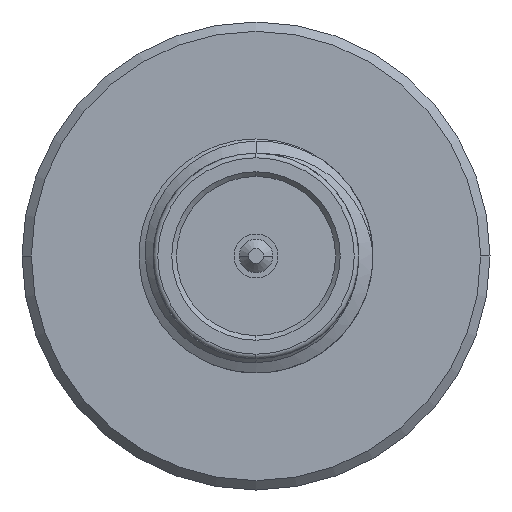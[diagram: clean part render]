
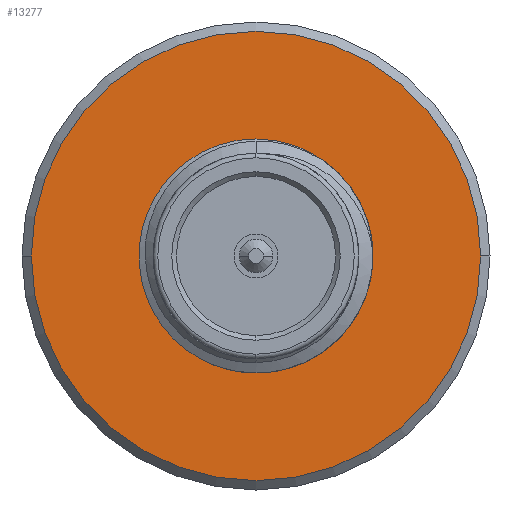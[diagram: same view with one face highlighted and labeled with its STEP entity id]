
A CAD part, left-side view. The second image highlights one B-rep face of the part: STEP entity #13277.
In plain terms, the highlighted planar face has unit normal (-1, 0, 0).
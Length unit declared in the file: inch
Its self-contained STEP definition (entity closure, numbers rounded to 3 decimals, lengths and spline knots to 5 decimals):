
#682 = CARTESIAN_POINT ( 'NONE',  ( 0.235, 0.25, 0. ) ) ;
#1108 = EDGE_LOOP ( 'NONE', ( #16707, #10182 ) ) ;
#1973 = CIRCLE ( 'NONE', #10365, 0.24 ) ;
#2314 = AXIS2_PLACEMENT_3D ( 'NONE', #682, #11848, #3758 ) ;
#3758 = DIRECTION ( 'NONE',  ( 0., -1., 0. ) ) ;
#3914 = EDGE_LOOP ( 'NONE', ( #19083, #14082 ) ) ;
#4589 = EDGE_CURVE ( 'NONE', #13291, #6847, #17461, .T. ) ;
#5539 = AXIS2_PLACEMENT_3D ( 'NONE', #9427, #6005, #9292 ) ;
#5733 = VERTEX_POINT ( 'NONE', #14147 ) ;
#5795 = EDGE_CURVE ( 'NONE', #6869, #5733, #6009, .T. ) ;
#6005 = DIRECTION ( 'NONE',  ( 1., 0., 0. ) ) ;
#6009 = CIRCLE ( 'NONE', #17058, 0.24 ) ;
#6241 = FACE_BOUND ( 'NONE', #3914, .T. ) ;
#6847 = VERTEX_POINT ( 'NONE', #18849 ) ;
#6869 = VERTEX_POINT ( 'NONE', #19417 ) ;
#7260 = CIRCLE ( 'NONE', #5539, 0.10989 ) ;
#8677 = DIRECTION ( 'NONE',  ( 0., -1., 0. ) ) ;
#9292 = DIRECTION ( 'NONE',  ( 0., -1., 0. ) ) ;
#9427 = CARTESIAN_POINT ( 'NONE',  ( 0.235, 0., 0. ) ) ;
#9487 = AXIS2_PLACEMENT_3D ( 'NONE', #16567, #13477, #8677 ) ;
#10182 = ORIENTED_EDGE ( 'NONE', *, *, #5795, .T. ) ;
#10365 = AXIS2_PLACEMENT_3D ( 'NONE', #20289, #17119, #10781 ) ;
#10781 = DIRECTION ( 'NONE',  ( 0., -1., 0. ) ) ;
#11532 = EDGE_CURVE ( 'NONE', #5733, #6869, #1973, .T. ) ;
#11717 = PLANE ( 'NONE',  #2314 ) ;
#11848 = DIRECTION ( 'NONE',  ( -1., 0., 0. ) ) ;
#12527 = EDGE_CURVE ( 'NONE', #6847, #13291, #7260, .T. ) ;
#12895 = DIRECTION ( 'NONE',  ( -1., 0., 0. ) ) ;
#13277 = ADVANCED_FACE ( 'NONE', ( #6241, #14212 ), #11717, .T. ) ;
#13291 = VERTEX_POINT ( 'NONE', #16335 ) ;
#13477 = DIRECTION ( 'NONE',  ( 1., 0., 0. ) ) ;
#14082 = ORIENTED_EDGE ( 'NONE', *, *, #4589, .T. ) ;
#14147 = CARTESIAN_POINT ( 'NONE',  ( 0.235, 0.24, 0. ) ) ;
#14212 = FACE_OUTER_BOUND ( 'NONE', #1108, .T. ) ;
#14418 = CARTESIAN_POINT ( 'NONE',  ( 0.235, 0., 0. ) ) ;
#16077 = DIRECTION ( 'NONE',  ( 0., -1., 0. ) ) ;
#16335 = CARTESIAN_POINT ( 'NONE',  ( 0.235, 0., -0.10989 ) ) ;
#16567 = CARTESIAN_POINT ( 'NONE',  ( 0.235, 0., 0. ) ) ;
#16707 = ORIENTED_EDGE ( 'NONE', *, *, #11532, .T. ) ;
#17058 = AXIS2_PLACEMENT_3D ( 'NONE', #14418, #12895, #16077 ) ;
#17119 = DIRECTION ( 'NONE',  ( -1., 0., 0. ) ) ;
#17461 = CIRCLE ( 'NONE', #9487, 0.10989 ) ;
#18849 = CARTESIAN_POINT ( 'NONE',  ( 0.235, 0., 0.10989 ) ) ;
#19083 = ORIENTED_EDGE ( 'NONE', *, *, #12527, .T. ) ;
#19417 = CARTESIAN_POINT ( 'NONE',  ( 0.235, -0.24, 0. ) ) ;
#20289 = CARTESIAN_POINT ( 'NONE',  ( 0.235, 0., 0. ) ) ;
